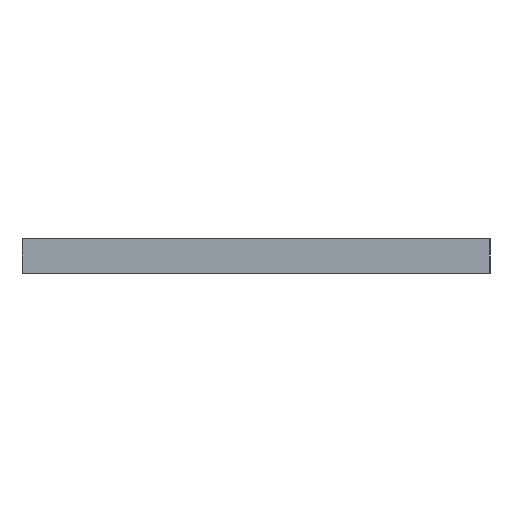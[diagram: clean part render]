
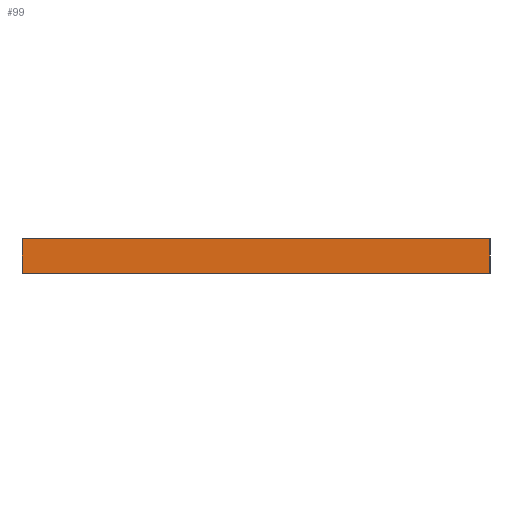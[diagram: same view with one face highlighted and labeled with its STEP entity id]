
A CAD part, left-side view. The second image highlights one B-rep face of the part: STEP entity #99.
In plain terms, the highlighted planar face has unit normal (-1, 0, 0).
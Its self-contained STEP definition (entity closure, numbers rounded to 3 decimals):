
#74 = VERTEX_POINT('',#75);
#75 = CARTESIAN_POINT('',(-16.,-11.,-1.6));
#81 = EDGE_CURVE('',#82,#74,#84,.T.);
#82 = VERTEX_POINT('',#83);
#83 = CARTESIAN_POINT('',(-16.,-11.,0.));
#84 = LINE('',#85,#86);
#85 = CARTESIAN_POINT('',(-16.,-11.,0.));
#86 = VECTOR('',#87,1.);
#87 = DIRECTION('',(0.,0.,-1.));
#99 = ADVANCED_FACE('',(#100),#125,.F.);
#100 = FACE_BOUND('',#101,.F.);
#101 = EDGE_LOOP('',(#102,#103,#111,#119));
#102 = ORIENTED_EDGE('',*,*,#81,.T.);
#103 = ORIENTED_EDGE('',*,*,#104,.T.);
#104 = EDGE_CURVE('',#74,#105,#107,.T.);
#105 = VERTEX_POINT('',#106);
#106 = CARTESIAN_POINT('',(-16.,11.,-1.6));
#107 = LINE('',#108,#109);
#108 = CARTESIAN_POINT('',(-16.,-11.,-1.6));
#109 = VECTOR('',#110,1.);
#110 = DIRECTION('',(0.,1.,0.));
#111 = ORIENTED_EDGE('',*,*,#112,.F.);
#112 = EDGE_CURVE('',#113,#105,#115,.T.);
#113 = VERTEX_POINT('',#114);
#114 = CARTESIAN_POINT('',(-16.,11.,0.));
#115 = LINE('',#116,#117);
#116 = CARTESIAN_POINT('',(-16.,11.,0.));
#117 = VECTOR('',#118,1.);
#118 = DIRECTION('',(0.,0.,-1.));
#119 = ORIENTED_EDGE('',*,*,#120,.F.);
#120 = EDGE_CURVE('',#82,#113,#121,.T.);
#121 = LINE('',#122,#123);
#122 = CARTESIAN_POINT('',(-16.,-11.,0.));
#123 = VECTOR('',#124,1.);
#124 = DIRECTION('',(0.,1.,0.));
#125 = PLANE('',#126);
#126 = AXIS2_PLACEMENT_3D('',#127,#128,#129);
#127 = CARTESIAN_POINT('',(-16.,-11.,0.));
#128 = DIRECTION('',(1.,0.,0.));
#129 = DIRECTION('',(0.,1.,0.));
